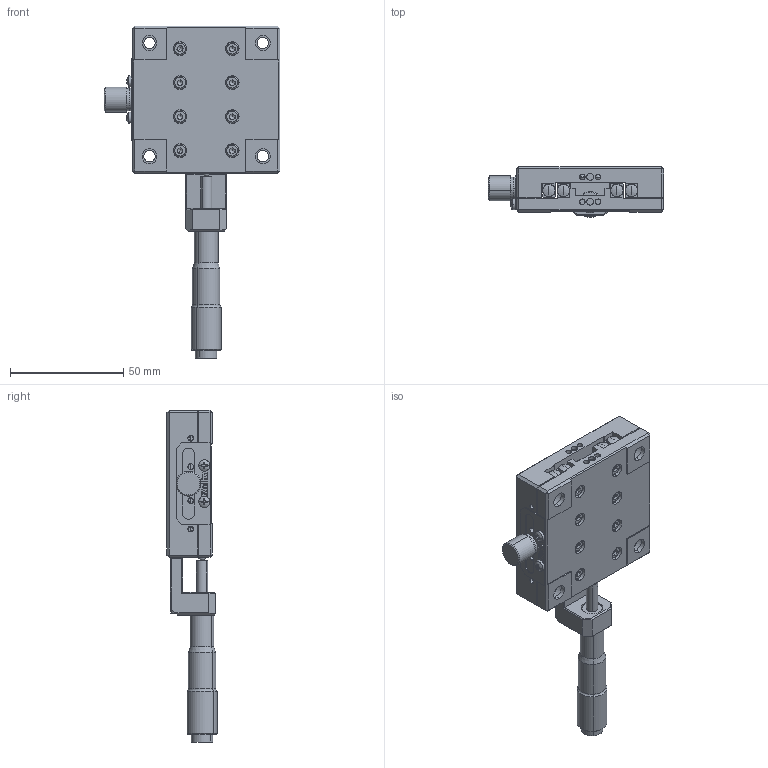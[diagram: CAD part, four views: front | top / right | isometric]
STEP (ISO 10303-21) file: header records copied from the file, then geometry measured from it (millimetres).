
FILE_DESCRIPTION (( 'STEP AP203' ), '1' );
FILE_NAME ('AK25A-6520CZ.step', '2019-05-08T06:37:14', ( '' ), ( '' ), 'SwSTEP 2.0', 'SolidWorks 2017', '' );
FILE_SCHEMA (( 'CONFIG_CONTROL_DESIGN' ));
Length unit declared in the file: millimetre
Products named in the file (1): AK25A-6520CZ
Bounding box: 77.5 x 22.1 x 146.5 mm (x, y, z)
Surface area: 34916.3 mm2 (no closed solid volume)
Topology: 0 solids, 39 shells, 655 faces, 2284 edges, 1552 vertices
Faces by surface type: plane 374, cylinder 161, cone 60, torus 38, bspline 16, sphere 6
Entity records: 24533 total; most frequent: CARTESIAN_POINT 4928, DIRECTION 4222, ORIENTED_EDGE 3567, EDGE_CURVE 2227, VERTEX_POINT 1549, VECTOR 1412, LINE 1412, AXIS2_PLACEMENT_3D 1405
